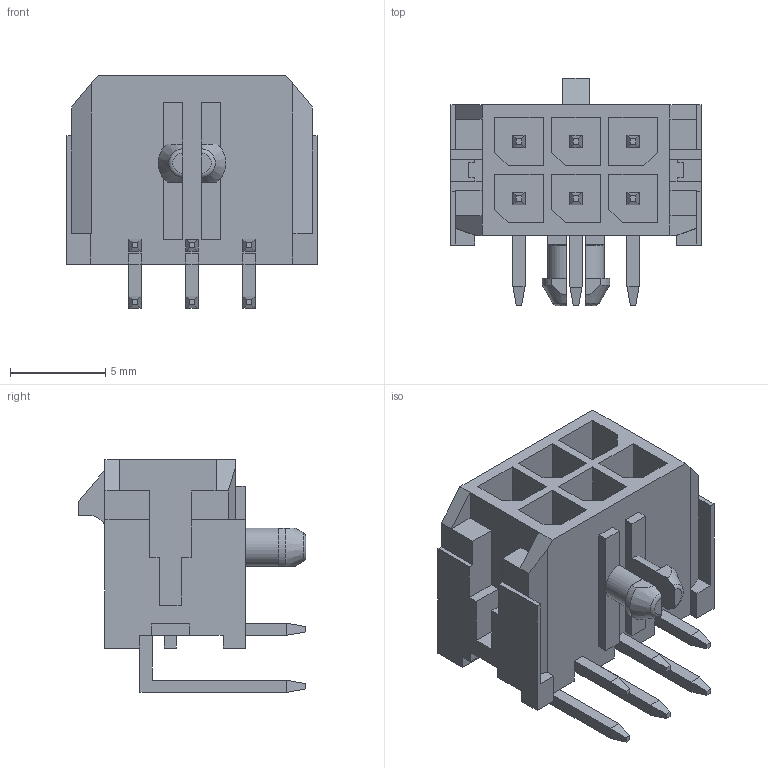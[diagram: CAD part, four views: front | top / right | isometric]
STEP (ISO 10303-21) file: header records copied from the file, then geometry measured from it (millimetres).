
FILE_DESCRIPTION(/* description */ (''),/* implementation_level */ '2;1');
FILE_NAME(/* name */ '430450600__MICROFITsingleRow2x1PIN_rightANGLE.stp',/* time_stamp */ '2020-03-16T12:32:33+01:00',/* author */ ('franc'),/* organization */ (''),/* preprocessor_version */ 'ST-DEVELOPER v18',/* originating_system */ 'Autodesk Inventor 2020',/* authorisation */ '');
FILE_SCHEMA (('AUTOMOTIVE_DESIGN { 1 0 10303 214 3 1 1 }'));
Length unit declared in the file: millimetre
Products named in the file (1): 430450600
Bounding box: 13.15 x 11.95 x 12.24 mm (x, y, z)
Volume: 573.3 mm3; surface area: 1278.8 mm2
Topology: 1 solids, 1 shells, 336 faces, 859 edges, 543 vertices
Faces by surface type: plane 327, cylinder 5, cone 2, torus 2
Entity records: 10122 total; most frequent: CARTESIAN_POINT 1747, ORIENTED_EDGE 1718, DIRECTION 1549, EDGE_CURVE 859, LINE 835, VECTOR 835, VERTEX_POINT 543, AXIS2_PLACEMENT_3D 357
